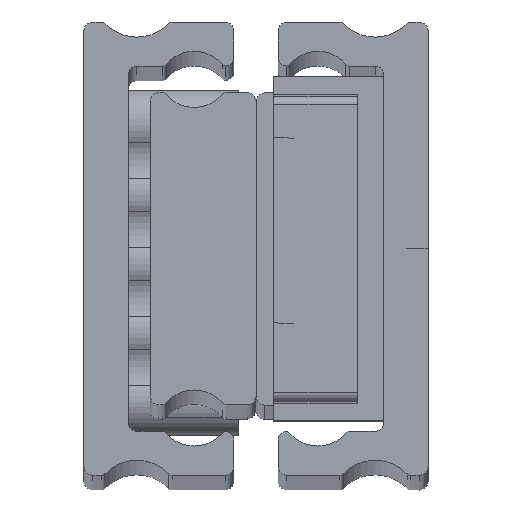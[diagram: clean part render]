
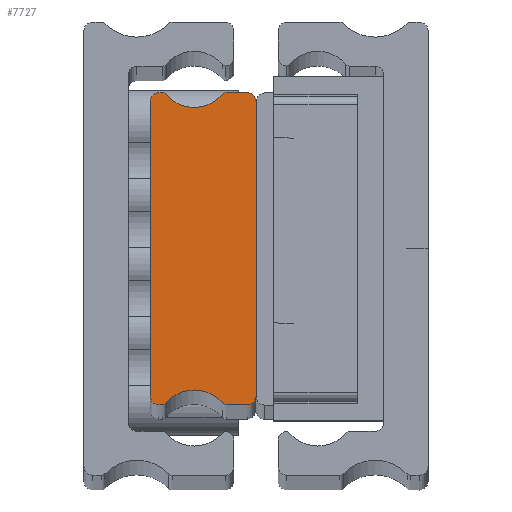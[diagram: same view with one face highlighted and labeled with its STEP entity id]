
A CAD part, top view. The second image highlights one B-rep face of the part: STEP entity #7727.
In plain terms, the highlighted planar face has unit normal (0, 0, 1).
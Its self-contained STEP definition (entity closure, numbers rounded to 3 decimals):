
#57 = CARTESIAN_POINT ( 'NONE',  ( -1., -17.688, 0. ) ) ;
#173 = EDGE_CURVE ( 'NONE', #5680, #8301, #8141, .T. ) ;
#175 = DIRECTION ( 'NONE',  ( 0., 0., 1. ) ) ;
#206 = DIRECTION ( 'NONE',  ( 0., 0., -1. ) ) ;
#267 = CIRCLE ( 'NONE', #6729, 4.22 ) ;
#320 = EDGE_CURVE ( 'NONE', #4930, #8312, #4573, .T. ) ;
#593 = DIRECTION ( 'NONE',  ( 1., 0., 0. ) ) ;
#628 = VERTEX_POINT ( 'NONE', #4743 ) ;
#646 = DIRECTION ( 'NONE',  ( 0., 0., 1. ) ) ;
#679 = DIRECTION ( 'NONE',  ( 0., 0., 1. ) ) ;
#697 = CARTESIAN_POINT ( 'NONE',  ( -12., -16.688, 0. ) ) ;
#724 = CARTESIAN_POINT ( 'NONE',  ( -10.603, 17.688, 0. ) ) ;
#761 = VECTOR ( 'NONE', #6811, 1000. ) ;
#768 = EDGE_CURVE ( 'NONE', #7976, #7684, #2027, .T. ) ;
#769 = CARTESIAN_POINT ( 'NONE',  ( -3.397, -17.688, 0. ) ) ;
#910 = VERTEX_POINT ( 'NONE', #8841 ) ;
#945 = CARTESIAN_POINT ( 'NONE',  ( -12., 16.687, 0. ) ) ;
#984 = CARTESIAN_POINT ( 'NONE',  ( 0., -16.687, 0. ) ) ;
#1083 = VECTOR ( 'NONE', #5037, 1000. ) ;
#1214 = VECTOR ( 'NONE', #3503, 1000. ) ;
#1248 = DIRECTION ( 'NONE',  ( 1., 0., 0. ) ) ;
#1333 = CIRCLE ( 'NONE', #7823, 1. ) ;
#1340 = AXIS2_PLACEMENT_3D ( 'NONE', #6803, #679, #1248 ) ;
#1441 = EDGE_CURVE ( 'NONE', #4498, #6249, #2846, .T. ) ;
#1499 = DIRECTION ( 'NONE',  ( 1., 0., 0. ) ) ;
#1827 = AXIS2_PLACEMENT_3D ( 'NONE', #5729, #7079, #6238 ) ;
#1959 = LINE ( 'NONE', #769, #1214 ) ;
#2027 = LINE ( 'NONE', #7482, #6169 ) ;
#2087 = VERTEX_POINT ( 'NONE', #697 ) ;
#2443 = ORIENTED_EDGE ( 'NONE', *, *, #173, .T. ) ;
#2532 = EDGE_CURVE ( 'NONE', #8301, #7961, #7737, .T. ) ;
#2612 = CARTESIAN_POINT ( 'NONE',  ( -10.192, -17.473, 0. ) ) ;
#2619 = CARTESIAN_POINT ( 'NONE',  ( -11., -17.687, 0. ) ) ;
#2645 = CIRCLE ( 'NONE', #5103, 1. ) ;
#2659 = DIRECTION ( 'NONE',  ( 0., 0., 1. ) ) ;
#2816 = CARTESIAN_POINT ( 'NONE',  ( 0., 16.687, 0. ) ) ;
#2823 = VERTEX_POINT ( 'NONE', #7481 ) ;
#2846 = CIRCLE ( 'NONE', #8615, 0.5 ) ;
#3002 = EDGE_CURVE ( 'NONE', #6249, #8096, #267, .T. ) ;
#3038 = CIRCLE ( 'NONE', #6216, 0.5 ) ;
#3153 = CARTESIAN_POINT ( 'NONE',  ( -10.192, 17.473, 0. ) ) ;
#3386 = DIRECTION ( 'NONE',  ( 0., 0., 1. ) ) ;
#3458 = DIRECTION ( 'NONE',  ( -1., 0., 0. ) ) ;
#3503 = DIRECTION ( 'NONE',  ( 1., 0., 0. ) ) ;
#3510 = ORIENTED_EDGE ( 'NONE', *, *, #6656, .T. ) ;
#3657 = ORIENTED_EDGE ( 'NONE', *, *, #768, .T. ) ;
#3678 = VERTEX_POINT ( 'NONE', #8785 ) ;
#3811 = AXIS2_PLACEMENT_3D ( 'NONE', #8214, #646, #7479 ) ;
#3875 = EDGE_LOOP ( 'NONE', ( #8860, #7152, #3510, #5004, #4447, #4102, #6372, #6326, #7834, #4234, #4675, #2443, #6800, #8316, #3657, #4561 ) ) ;
#3915 = CARTESIAN_POINT ( 'NONE',  ( -10.603, 17.687, 0. ) ) ;
#3918 = EDGE_CURVE ( 'NONE', #628, #2087, #5044, .T. ) ;
#4056 = LINE ( 'NONE', #2619, #761 ) ;
#4102 = ORIENTED_EDGE ( 'NONE', *, *, #7244, .T. ) ;
#4234 = ORIENTED_EDGE ( 'NONE', *, *, #4902, .T. ) ;
#4447 = ORIENTED_EDGE ( 'NONE', *, *, #3918, .T. ) ;
#4498 = VERTEX_POINT ( 'NONE', #8550 ) ;
#4561 = ORIENTED_EDGE ( 'NONE', *, *, #4987, .T. ) ;
#4573 = CIRCLE ( 'NONE', #1827, 0.5 ) ;
#4663 = AXIS2_PLACEMENT_3D ( 'NONE', #5908, #8672, #593 ) ;
#4675 = ORIENTED_EDGE ( 'NONE', *, *, #8808, .T. ) ;
#4685 = DIRECTION ( 'NONE',  ( 1., 0., 0. ) ) ;
#4736 = CARTESIAN_POINT ( 'NONE',  ( -11., 16.687, 0. ) ) ;
#4743 = CARTESIAN_POINT ( 'NONE',  ( -12., 16.687, 0. ) ) ;
#4763 = CIRCLE ( 'NONE', #5793, 0.5 ) ;
#4774 = AXIS2_PLACEMENT_3D ( 'NONE', #6006, #6768, #4685 ) ;
#4902 = EDGE_CURVE ( 'NONE', #8096, #3678, #3038, .T. ) ;
#4921 = CARTESIAN_POINT ( 'NONE',  ( -11., 17.687, 0. ) ) ;
#4930 = VERTEX_POINT ( 'NONE', #3153 ) ;
#4987 = EDGE_CURVE ( 'NONE', #7684, #910, #4763, .T. ) ;
#5004 = ORIENTED_EDGE ( 'NONE', *, *, #7914, .T. ) ;
#5017 = DIRECTION ( 'NONE',  ( 1., 0., 0. ) ) ;
#5018 = EDGE_CURVE ( 'NONE', #910, #4930, #8684, .T. ) ;
#5037 = DIRECTION ( 'NONE',  ( 0., 1., 0. ) ) ;
#5044 = LINE ( 'NONE', #945, #6354 ) ;
#5103 = AXIS2_PLACEMENT_3D ( 'NONE', #4736, #3386, #5561 ) ;
#5111 = CARTESIAN_POINT ( 'NONE',  ( -3.808, -17.473, 0. ) ) ;
#5248 = DIRECTION ( 'NONE',  ( 1., 0., 0. ) ) ;
#5370 = CARTESIAN_POINT ( 'NONE',  ( 0., -16.687, 0. ) ) ;
#5372 = CARTESIAN_POINT ( 'NONE',  ( -3.397, 17.187, 0. ) ) ;
#5561 = DIRECTION ( 'NONE',  ( 1., 0., 0. ) ) ;
#5680 = VERTEX_POINT ( 'NONE', #57 ) ;
#5689 = CIRCLE ( 'NONE', #4663, 1. ) ;
#5729 = CARTESIAN_POINT ( 'NONE',  ( -10.603, 17.187, 0. ) ) ;
#5784 = DIRECTION ( 'NONE',  ( 1., 0., 0. ) ) ;
#5793 = AXIS2_PLACEMENT_3D ( 'NONE', #5372, #2659, #5248 ) ;
#5908 = CARTESIAN_POINT ( 'NONE',  ( -1., 16.687, 0. ) ) ;
#6006 = CARTESIAN_POINT ( 'NONE',  ( -7., 20.232, 0. ) ) ;
#6040 = CARTESIAN_POINT ( 'NONE',  ( -3.397, 17.687, 0. ) ) ;
#6083 = LINE ( 'NONE', #724, #6385 ) ;
#6085 = PLANE ( 'NONE',  #1340 ) ;
#6162 = EDGE_CURVE ( 'NONE', #2823, #4498, #4056, .T. ) ;
#6169 = VECTOR ( 'NONE', #7535, 1000. ) ;
#6216 = AXIS2_PLACEMENT_3D ( 'NONE', #7259, #6600, #5784 ) ;
#6238 = DIRECTION ( 'NONE',  ( 1., 0., 0. ) ) ;
#6249 = VERTEX_POINT ( 'NONE', #2612 ) ;
#6326 = ORIENTED_EDGE ( 'NONE', *, *, #1441, .T. ) ;
#6354 = VECTOR ( 'NONE', #8525, 1000. ) ;
#6372 = ORIENTED_EDGE ( 'NONE', *, *, #6162, .T. ) ;
#6385 = VECTOR ( 'NONE', #3458, 1000. ) ;
#6600 = DIRECTION ( 'NONE',  ( 0., 0., 1. ) ) ;
#6653 = DIRECTION ( 'NONE',  ( 1., 0., 0. ) ) ;
#6656 = EDGE_CURVE ( 'NONE', #8312, #7989, #6083, .T. ) ;
#6729 = AXIS2_PLACEMENT_3D ( 'NONE', #8407, #206, #5017 ) ;
#6768 = DIRECTION ( 'NONE',  ( 0., 0., -1. ) ) ;
#6800 = ORIENTED_EDGE ( 'NONE', *, *, #2532, .T. ) ;
#6803 = CARTESIAN_POINT ( 'NONE',  ( -7., 20.232, 0. ) ) ;
#6811 = DIRECTION ( 'NONE',  ( 1., 0., 0. ) ) ;
#7079 = DIRECTION ( 'NONE',  ( 0., 0., 1. ) ) ;
#7152 = ORIENTED_EDGE ( 'NONE', *, *, #320, .T. ) ;
#7244 = EDGE_CURVE ( 'NONE', #2087, #2823, #1333, .T. ) ;
#7259 = CARTESIAN_POINT ( 'NONE',  ( -3.397, -17.187, 0. ) ) ;
#7403 = DIRECTION ( 'NONE',  ( 0., 0., 1. ) ) ;
#7479 = DIRECTION ( 'NONE',  ( 1., 0., 0. ) ) ;
#7481 = CARTESIAN_POINT ( 'NONE',  ( -11., -17.687, 0. ) ) ;
#7482 = CARTESIAN_POINT ( 'NONE',  ( -1., 17.687, 0. ) ) ;
#7535 = DIRECTION ( 'NONE',  ( -1., 0., 0. ) ) ;
#7682 = CARTESIAN_POINT ( 'NONE',  ( -10.603, -17.187, 0. ) ) ;
#7684 = VERTEX_POINT ( 'NONE', #6040 ) ;
#7727 = ADVANCED_FACE ( 'NONE', ( #8853 ), #6085, .T. ) ;
#7737 = LINE ( 'NONE', #984, #1083 ) ;
#7823 = AXIS2_PLACEMENT_3D ( 'NONE', #8134, #7403, #6653 ) ;
#7834 = ORIENTED_EDGE ( 'NONE', *, *, #3002, .T. ) ;
#7914 = EDGE_CURVE ( 'NONE', #7989, #628, #2645, .T. ) ;
#7961 = VERTEX_POINT ( 'NONE', #2816 ) ;
#7976 = VERTEX_POINT ( 'NONE', #8221 ) ;
#7989 = VERTEX_POINT ( 'NONE', #4921 ) ;
#8096 = VERTEX_POINT ( 'NONE', #5111 ) ;
#8134 = CARTESIAN_POINT ( 'NONE',  ( -11., -16.688, 0. ) ) ;
#8141 = CIRCLE ( 'NONE', #3811, 1. ) ;
#8214 = CARTESIAN_POINT ( 'NONE',  ( -1., -16.687, 0. ) ) ;
#8221 = CARTESIAN_POINT ( 'NONE',  ( -1., 17.688, 0. ) ) ;
#8301 = VERTEX_POINT ( 'NONE', #5370 ) ;
#8312 = VERTEX_POINT ( 'NONE', #3915 ) ;
#8316 = ORIENTED_EDGE ( 'NONE', *, *, #8344, .T. ) ;
#8344 = EDGE_CURVE ( 'NONE', #7961, #7976, #5689, .T. ) ;
#8407 = CARTESIAN_POINT ( 'NONE',  ( -7., -20.232, 0. ) ) ;
#8525 = DIRECTION ( 'NONE',  ( 0., -1., 0. ) ) ;
#8550 = CARTESIAN_POINT ( 'NONE',  ( -10.603, -17.687, 0. ) ) ;
#8615 = AXIS2_PLACEMENT_3D ( 'NONE', #7682, #175, #1499 ) ;
#8672 = DIRECTION ( 'NONE',  ( 0., 0., 1. ) ) ;
#8684 = CIRCLE ( 'NONE', #4774, 4.22 ) ;
#8785 = CARTESIAN_POINT ( 'NONE',  ( -3.397, -17.688, 0. ) ) ;
#8808 = EDGE_CURVE ( 'NONE', #3678, #5680, #1959, .T. ) ;
#8841 = CARTESIAN_POINT ( 'NONE',  ( -3.808, 17.473, 0. ) ) ;
#8853 = FACE_OUTER_BOUND ( 'NONE', #3875, .T. ) ;
#8860 = ORIENTED_EDGE ( 'NONE', *, *, #5018, .T. ) ;
